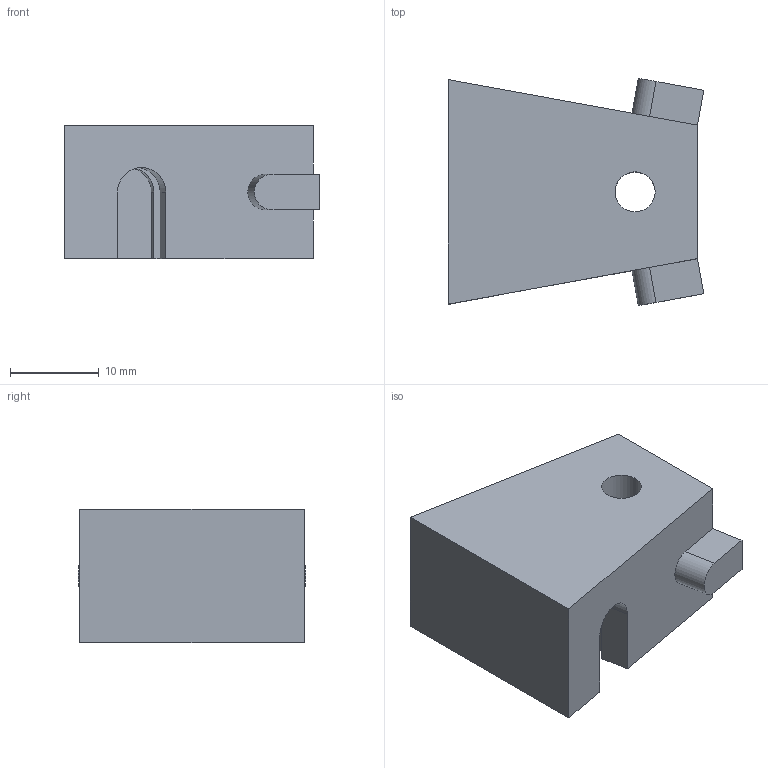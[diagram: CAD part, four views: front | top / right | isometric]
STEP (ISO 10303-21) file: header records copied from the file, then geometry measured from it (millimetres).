
FILE_DESCRIPTION((''),'2;1');
FILE_NAME('BED SUPPORT 1.stp','2014-06-10T16:09:01',('jge'),(''),'Autodesk Inventor 2012','Autodesk Inventor 2012','');
FILE_SCHEMA(('AUTOMOTIVE_DESIGN { 1 0 10303 214 1 1 1 1 }'));
Length unit declared in the file: millimetre
Products named in the file (1): BED SUPPORT 1
Bounding box: 28.72 x 25.56 x 15 mm (x, y, z)
Volume: 5938.2 mm3; surface area: 4605 mm2
Topology: 1 solids, 1 shells, 69 faces, 182 edges, 120 vertices
Faces by surface type: plane 56, cylinder 13
Full cylindrical faces by diameter (mm): 4.5 x1
Entity records: 2135 total; most frequent: CARTESIAN_POINT 371, ORIENTED_EDGE 362, DIRECTION 347, EDGE_CURVE 181, VECTOR 155, LINE 155, VERTEX_POINT 120, AXIS2_PLACEMENT_3D 96
